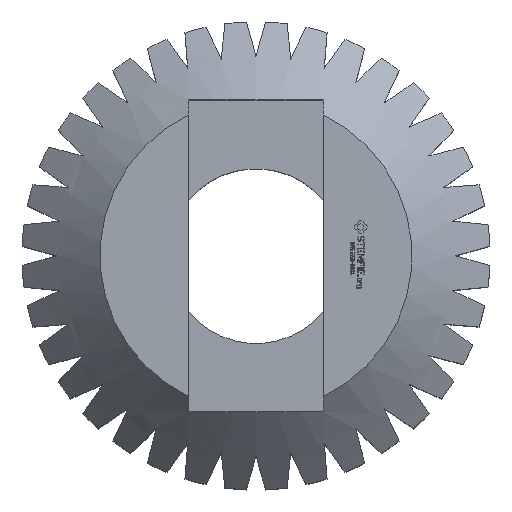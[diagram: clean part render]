
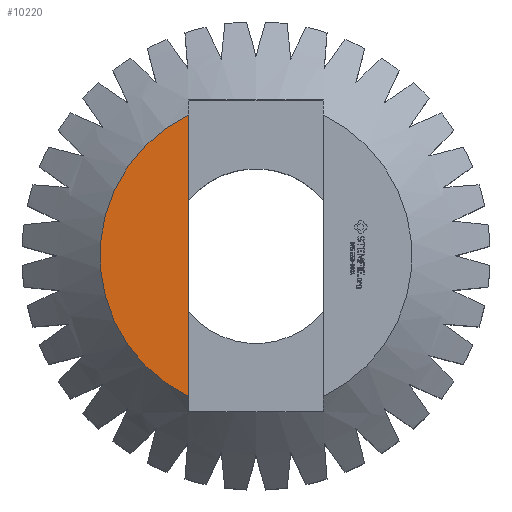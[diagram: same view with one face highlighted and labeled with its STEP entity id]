
A CAD part, top view. The second image highlights one B-rep face of the part: STEP entity #10220.
In plain terms, the highlighted planar face has unit normal (0, 0, 1).
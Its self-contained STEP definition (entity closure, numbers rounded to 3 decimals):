
#310 = PLANE('',#311);
#311 = AXIS2_PLACEMENT_3D('',#312,#313,#314);
#312 = CARTESIAN_POINT('',(-2.7,0.,6.778));
#313 = DIRECTION('',(1.,0.,0.));
#314 = DIRECTION('',(0.,0.,1.));
#3985 = CONICAL_SURFACE('',#3986,9.375,0.785);
#3986 = AXIS2_PLACEMENT_3D('',#3987,#3988,#3989);
#3987 = CARTESIAN_POINT('',(0.,0.,
    9.375));
#3988 = DIRECTION('',(0.,0.,-1.));
#3989 = DIRECTION('',(0.,1.,0.));
#9878 = VERTEX_POINT('',#9879);
#9879 = CARTESIAN_POINT('',(-2.7,5.637,12.5));
#9904 = EDGE_CURVE('',#9905,#9878,#9907,.T.);
#9905 = VERTEX_POINT('',#9906);
#9906 = CARTESIAN_POINT('',(-2.7,-5.637,12.5));
#9907 = SURFACE_CURVE('',#9908,(#9913,#9920),.PCURVE_S1.);
#9908 = CIRCLE('',#9909,6.25);
#9909 = AXIS2_PLACEMENT_3D('',#9910,#9911,#9912);
#9910 = CARTESIAN_POINT('',(0.,0.,12.5)
  );
#9911 = DIRECTION('',(0.,0.,-1.));
#9912 = DIRECTION('',(0.,1.,0.));
#9913 = PCURVE('',#3985,#9914);
#9914 = DEFINITIONAL_REPRESENTATION('',(#9915),#9919);
#9915 = LINE('',#9916,#9917);
#9916 = CARTESIAN_POINT('',(0.,-3.125));
#9917 = VECTOR('',#9918,1.);
#9918 = DIRECTION('',(1.,-0.));
#9919 = ( GEOMETRIC_REPRESENTATION_CONTEXT(2) 
PARAMETRIC_REPRESENTATION_CONTEXT() REPRESENTATION_CONTEXT('2D SPACE',''
  ) );
#9920 = PCURVE('',#9921,#9926);
#9921 = PLANE('',#9922);
#9922 = AXIS2_PLACEMENT_3D('',#9923,#9924,#9925);
#9923 = CARTESIAN_POINT('',(0.,0.,12.5)
  );
#9924 = DIRECTION('',(0.,0.,-1.));
#9925 = DIRECTION('',(0.,1.,0.));
#9926 = DEFINITIONAL_REPRESENTATION('',(#9927),#9931);
#9927 = CIRCLE('',#9928,6.25);
#9928 = AXIS2_PLACEMENT_2D('',#9929,#9930);
#9929 = CARTESIAN_POINT('',(0.,0.));
#9930 = DIRECTION('',(1.,0.));
#9931 = ( GEOMETRIC_REPRESENTATION_CONTEXT(2) 
PARAMETRIC_REPRESENTATION_CONTEXT() REPRESENTATION_CONTEXT('2D SPACE',''
  ) );
#10220 = ADVANCED_FACE('',(#10221),#9921,.F.);
#10221 = FACE_BOUND('',#10222,.T.);
#10222 = EDGE_LOOP('',(#10223,#10244));
#10223 = ORIENTED_EDGE('',*,*,#10224,.F.);
#10224 = EDGE_CURVE('',#9878,#9905,#10225,.T.);
#10225 = SURFACE_CURVE('',#10226,(#10230,#10237),.PCURVE_S1.);
#10226 = LINE('',#10227,#10228);
#10227 = CARTESIAN_POINT('',(-2.7,-3.125,12.5));
#10228 = VECTOR('',#10229,1.);
#10229 = DIRECTION('',(0.,-1.,0.));
#10230 = PCURVE('',#9921,#10231);
#10231 = DEFINITIONAL_REPRESENTATION('',(#10232),#10236);
#10232 = LINE('',#10233,#10234);
#10233 = CARTESIAN_POINT('',(-3.125,-2.7));
#10234 = VECTOR('',#10235,1.);
#10235 = DIRECTION('',(-1.,0.));
#10236 = ( GEOMETRIC_REPRESENTATION_CONTEXT(2) 
PARAMETRIC_REPRESENTATION_CONTEXT() REPRESENTATION_CONTEXT('2D SPACE',''
  ) );
#10237 = PCURVE('',#310,#10238);
#10238 = DEFINITIONAL_REPRESENTATION('',(#10239),#10243);
#10239 = LINE('',#10240,#10241);
#10240 = CARTESIAN_POINT('',(5.722,3.125));
#10241 = VECTOR('',#10242,1.);
#10242 = DIRECTION('',(0.,1.));
#10243 = ( GEOMETRIC_REPRESENTATION_CONTEXT(2) 
PARAMETRIC_REPRESENTATION_CONTEXT() REPRESENTATION_CONTEXT('2D SPACE',''
  ) );
#10244 = ORIENTED_EDGE('',*,*,#9904,.F.);
